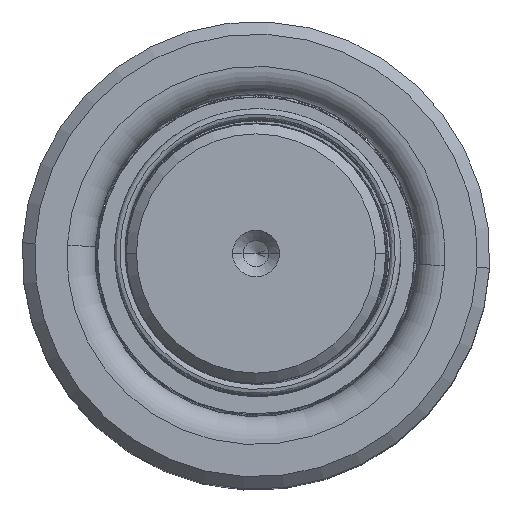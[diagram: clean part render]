
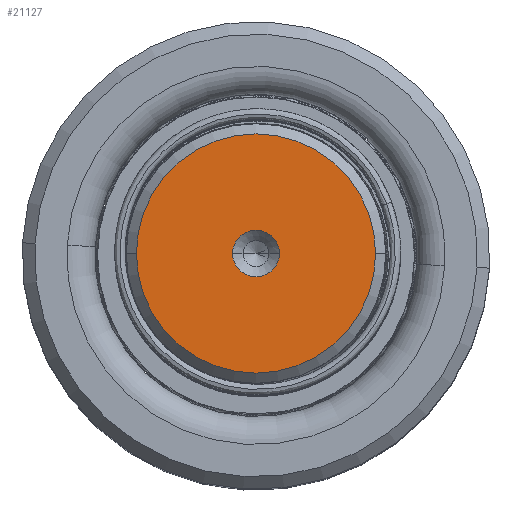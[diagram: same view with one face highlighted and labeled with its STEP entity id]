
A CAD part, top view. The second image highlights one B-rep face of the part: STEP entity #21127.
In plain terms, the highlighted planar face has unit normal (0, 0, 1).
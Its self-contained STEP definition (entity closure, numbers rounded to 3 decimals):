
#873 = AXIS2_PLACEMENT_3D ( 'NONE', #22779, #34769, #11124 ) ;
#2227 = FACE_OUTER_BOUND ( 'NONE', #13116, .T. ) ;
#3924 = ORIENTED_EDGE ( 'NONE', *, *, #23357, .T. ) ;
#3999 = PLANE ( 'NONE',  #22205 ) ;
#4374 = DIRECTION ( 'NONE',  ( 1., 0., 0. ) ) ;
#5989 = EDGE_LOOP ( 'NONE', ( #40657, #27342 ) ) ;
#8422 = CARTESIAN_POINT ( 'NONE',  ( 0., 0., 170. ) ) ;
#11124 = DIRECTION ( 'NONE',  ( 1., 0., 0. ) ) ;
#13116 = EDGE_LOOP ( 'NONE', ( #3924, #27952 ) ) ;
#14299 = EDGE_CURVE ( 'NONE', #24024, #14976, #40043, .T. ) ;
#14662 = DIRECTION ( 'NONE',  ( 0., 0., 1. ) ) ;
#14976 = VERTEX_POINT ( 'NONE', #38028 ) ;
#14985 = DIRECTION ( 'NONE',  ( 0., 0., 1. ) ) ;
#15851 = CIRCLE ( 'NONE', #29469, 2.25 ) ;
#18593 = CARTESIAN_POINT ( 'NONE',  ( 0., 0., 170. ) ) ;
#18932 = DIRECTION ( 'NONE',  ( 1., 0., 0. ) ) ;
#19043 = CARTESIAN_POINT ( 'NONE',  ( 0., 0., 170. ) ) ;
#21127 = ADVANCED_FACE ( 'NONE', ( #41511, #2227 ), #3999, .T. ) ;
#22205 = AXIS2_PLACEMENT_3D ( 'NONE', #19043, #14985, #31020 ) ;
#22431 = DIRECTION ( 'NONE',  ( 1., 0., 0. ) ) ;
#22779 = CARTESIAN_POINT ( 'NONE',  ( 0., 0., 170. ) ) ;
#23357 = EDGE_CURVE ( 'NONE', #14976, #24024, #42047, .T. ) ;
#24024 = VERTEX_POINT ( 'NONE', #39709 ) ;
#24105 = DIRECTION ( 'NONE',  ( 0., 0., 1. ) ) ;
#25983 = AXIS2_PLACEMENT_3D ( 'NONE', #44176, #14662, #22431 ) ;
#26223 = VERTEX_POINT ( 'NONE', #36291 ) ;
#26428 = EDGE_CURVE ( 'NONE', #26470, #26223, #38141, .T. ) ;
#26470 = VERTEX_POINT ( 'NONE', #30709 ) ;
#27342 = ORIENTED_EDGE ( 'NONE', *, *, #26428, .F. ) ;
#27952 = ORIENTED_EDGE ( 'NONE', *, *, #14299, .T. ) ;
#29469 = AXIS2_PLACEMENT_3D ( 'NONE', #8422, #24105, #4374 ) ;
#30709 = CARTESIAN_POINT ( 'NONE',  ( -2.25, 0., 170. ) ) ;
#31020 = DIRECTION ( 'NONE',  ( 1., 0., 0. ) ) ;
#34769 = DIRECTION ( 'NONE',  ( 0., 0., 1. ) ) ;
#36291 = CARTESIAN_POINT ( 'NONE',  ( 2.25, 0., 170. ) ) ;
#36495 = EDGE_CURVE ( 'NONE', #26223, #26470, #15851, .T. ) ;
#38028 = CARTESIAN_POINT ( 'NONE',  ( -11.509, 0., 170. ) ) ;
#38141 = CIRCLE ( 'NONE', #873, 2.25 ) ;
#38167 = DIRECTION ( 'NONE',  ( 0., 0., 1. ) ) ;
#39709 = CARTESIAN_POINT ( 'NONE',  ( 11.509, 0., 170. ) ) ;
#40043 = CIRCLE ( 'NONE', #25983, 11.509 ) ;
#40657 = ORIENTED_EDGE ( 'NONE', *, *, #36495, .F. ) ;
#41511 = FACE_BOUND ( 'NONE', #5989, .T. ) ;
#41912 = AXIS2_PLACEMENT_3D ( 'NONE', #18593, #38167, #18932 ) ;
#42047 = CIRCLE ( 'NONE', #41912, 11.509 ) ;
#44176 = CARTESIAN_POINT ( 'NONE',  ( 0., 0., 170. ) ) ;
